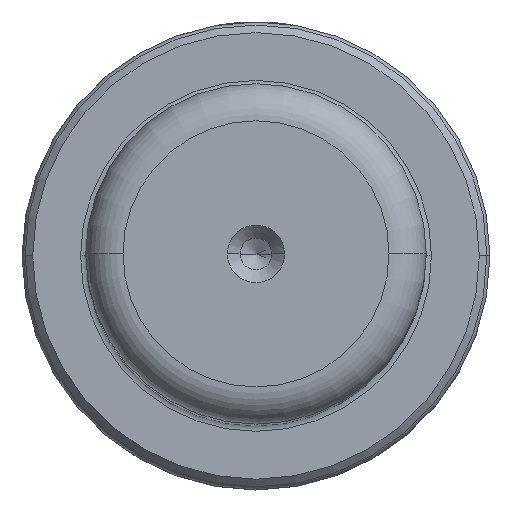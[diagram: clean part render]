
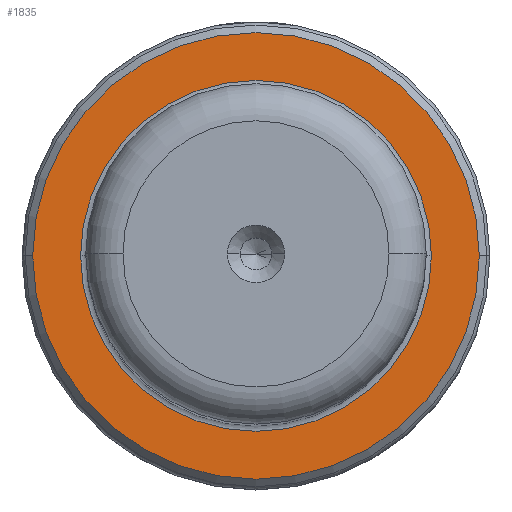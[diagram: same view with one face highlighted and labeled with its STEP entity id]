
A CAD part, top view. The second image highlights one B-rep face of the part: STEP entity #1835.
In plain terms, the highlighted planar face has unit normal (0, 0, 1).
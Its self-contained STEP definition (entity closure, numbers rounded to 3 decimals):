
#130 = ORIENTED_EDGE ( 'NONE', *, *, #1836, .T. ) ;
#151 = DIRECTION ( 'NONE',  ( -1., 0., 0. ) ) ;
#244 = PLANE ( 'NONE',  #1993 ) ;
#261 = FACE_BOUND ( 'NONE', #569, .T. ) ;
#264 = CIRCLE ( 'NONE', #3306, 16.5 ) ;
#269 = CIRCLE ( 'NONE', #2474, 21. ) ;
#322 = DIRECTION ( 'NONE',  ( -1., 0., 0. ) ) ;
#332 = AXIS2_PLACEMENT_3D ( 'NONE', #896, #3227, #322 ) ;
#526 = ORIENTED_EDGE ( 'NONE', *, *, #2944, .T. ) ;
#541 = CARTESIAN_POINT ( 'NONE',  ( 0., 0., 33. ) ) ;
#569 = EDGE_LOOP ( 'NONE', ( #526, #1562 ) ) ;
#606 = AXIS2_PLACEMENT_3D ( 'NONE', #816, #1863, #2906 ) ;
#816 = CARTESIAN_POINT ( 'NONE',  ( 0., 0., 33. ) ) ;
#896 = CARTESIAN_POINT ( 'NONE',  ( 0., 0., 33. ) ) ;
#925 = CARTESIAN_POINT ( 'NONE',  ( 0., 0., 33. ) ) ;
#1260 = CARTESIAN_POINT ( 'NONE',  ( 0., 0., 33. ) ) ;
#1387 = CIRCLE ( 'NONE', #332, 16.5 ) ;
#1562 = ORIENTED_EDGE ( 'NONE', *, *, #2435, .T. ) ;
#1624 = EDGE_LOOP ( 'NONE', ( #2559, #130 ) ) ;
#1745 = DIRECTION ( 'NONE',  ( 1., 0., 0. ) ) ;
#1835 = ADVANCED_FACE ( 'NONE', ( #261, #2611 ), #244, .T. ) ;
#1836 = EDGE_CURVE ( 'NONE', #2392, #2005, #2420, .T. ) ;
#1856 = CARTESIAN_POINT ( 'NONE',  ( 21., 0., 33. ) ) ;
#1863 = DIRECTION ( 'NONE',  ( 0., 0., 1. ) ) ;
#1993 = AXIS2_PLACEMENT_3D ( 'NONE', #541, #2118, #3164 ) ;
#2005 = VERTEX_POINT ( 'NONE', #2748 ) ;
#2025 = VERTEX_POINT ( 'NONE', #3283 ) ;
#2118 = DIRECTION ( 'NONE',  ( 0., 0., 1. ) ) ;
#2166 = CARTESIAN_POINT ( 'NONE',  ( -16.5, 0., 33. ) ) ;
#2392 = VERTEX_POINT ( 'NONE', #1856 ) ;
#2420 = CIRCLE ( 'NONE', #606, 21. ) ;
#2435 = EDGE_CURVE ( 'NONE', #2025, #2643, #1387, .T. ) ;
#2474 = AXIS2_PLACEMENT_3D ( 'NONE', #925, #3049, #1745 ) ;
#2535 = DIRECTION ( 'NONE',  ( 0., 0., -1. ) ) ;
#2559 = ORIENTED_EDGE ( 'NONE', *, *, #3161, .T. ) ;
#2611 = FACE_OUTER_BOUND ( 'NONE', #1624, .T. ) ;
#2643 = VERTEX_POINT ( 'NONE', #2166 ) ;
#2748 = CARTESIAN_POINT ( 'NONE',  ( -21., 0., 33. ) ) ;
#2906 = DIRECTION ( 'NONE',  ( 1., 0., 0. ) ) ;
#2944 = EDGE_CURVE ( 'NONE', #2643, #2025, #264, .T. ) ;
#3049 = DIRECTION ( 'NONE',  ( 0., 0., 1. ) ) ;
#3161 = EDGE_CURVE ( 'NONE', #2005, #2392, #269, .T. ) ;
#3164 = DIRECTION ( 'NONE',  ( 1., 0., 0. ) ) ;
#3227 = DIRECTION ( 'NONE',  ( 0., 0., -1. ) ) ;
#3283 = CARTESIAN_POINT ( 'NONE',  ( 16.5, 0., 33. ) ) ;
#3306 = AXIS2_PLACEMENT_3D ( 'NONE', #1260, #2535, #151 ) ;
